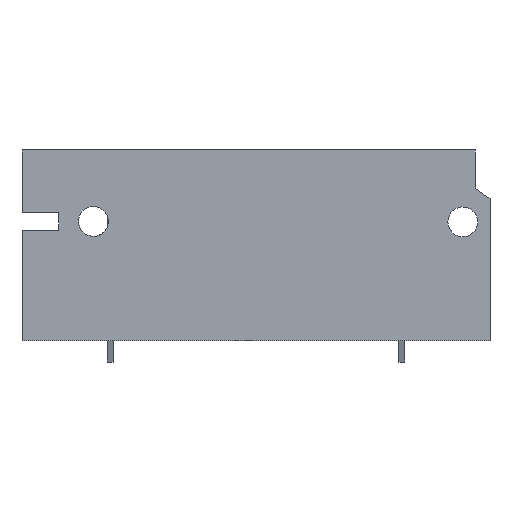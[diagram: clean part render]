
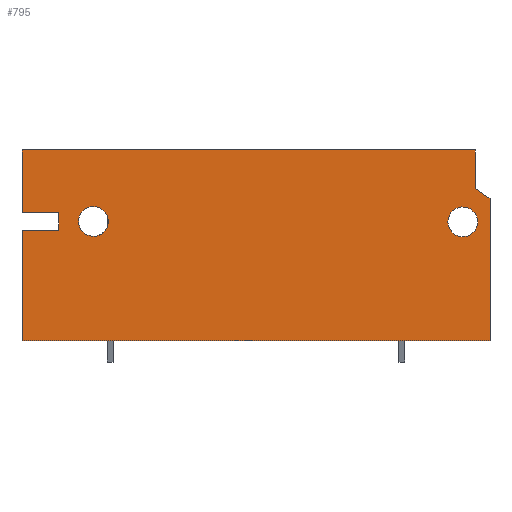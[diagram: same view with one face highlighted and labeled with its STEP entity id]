
A CAD part, front view. The second image highlights one B-rep face of the part: STEP entity #795.
In plain terms, the highlighted planar face has unit normal (0, -1, 0).
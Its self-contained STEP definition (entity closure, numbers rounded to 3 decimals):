
#378=CARTESIAN_POINT('POINT25',(-12.209,
   51.5,-58.858));
#379=VERTEX_POINT('VERTEX25',#378);
#386=CARTESIAN_POINT('POINT26',(-11.233,51.5,
   -57.638));
#387=VERTEX_POINT('VERTEX26',#386);
#388=CARTESIAN_POINT('POS48',(-12.483,51.5,
   -57.638));
#389=DIRECTION('DIR62',(0.,1.,
   0.));
#390=DIRECTION('DIR63',(0.22,0.,
   -0.976));
#391=AXIS2_PLACEMENT_3D('AXIS15',#388,#389,#390);
#392=CIRCLE('ELLIPSE3',#391,1.25);
#393=EDGE_CURVE('EDGE36',#387,#379,#392,.T.);
#421=CARTESIAN_POINT('POINT28',(-12.758,
   51.5,-56.419));
#422=VERTEX_POINT('VERTEX28',#421);
#429=EDGE_CURVE('EDGE41',#379,#422,#392,.T.);
#439=EDGE_CURVE('EDGE43',#422,#387,#392,.T.);
#454=CARTESIAN_POINT('POINT31',(-18.483,51.5,
   -51.637));
#455=VERTEX_POINT('VERTEX31',#454);
#462=CARTESIAN_POINT('POINT32',(19.576,51.5,
   -51.637));
#463=VERTEX_POINT('VERTEX32',#462);
#464=CARTESIAN_POINT('POS54',(0.853,
   51.5,-51.637));
#465=DIRECTION('DIR71',(-1.,0.,0.));
#466=VECTOR('VEC37',#465,1.);
#467=LINE('STRAIGHT37',#464,#466);
#468=EDGE_CURVE('EDGE46',#455,#463,#467,.F.);
#492=CARTESIAN_POINT('POINT34',(-18.483,51.5,
   -56.883));
#493=VERTEX_POINT('VERTEX34',#492);
#500=CARTESIAN_POINT('POS59',(-18.483,51.5,
   -56.952));
#501=DIRECTION('DIR77',(0.,0.,-1.));
#502=VECTOR('VEC41',#501,1.);
#503=LINE('STRAIGHT41',#500,#502);
#504=EDGE_CURVE('EDGE50',#455,#493,#503,.T.);
#523=CARTESIAN_POINT('POINT36',(-15.386,51.5,
   -56.883));
#524=VERTEX_POINT('VERTEX36',#523);
#531=CARTESIAN_POINT('POS63',(-7.888,51.5,
   -56.883));
#532=DIRECTION('DIR82',(1.,0.,0.));
#533=VECTOR('VEC44',#532,1.);
#534=LINE('STRAIGHT44',#531,#533);
#535=EDGE_CURVE('EDGE53',#493,#524,#534,.T.);
#554=CARTESIAN_POINT('POINT38',(-15.386,51.5,
   -58.38));
#555=VERTEX_POINT('VERTEX38',#554);
#562=CARTESIAN_POINT('POS67',(-15.386,51.5,
   -58.638));
#563=DIRECTION('DIR87',(0.,0.,-1.));
#564=VECTOR('VEC47',#563,1.);
#565=LINE('STRAIGHT47',#562,#564);
#566=EDGE_CURVE('EDGE56',#524,#555,#565,.T.);
#585=CARTESIAN_POINT('POINT40',(-18.483,51.5,
   -58.38));
#586=VERTEX_POINT('VERTEX40',#585);
#593=CARTESIAN_POINT('POS71',(-7.888,51.5,
   -58.38));
#594=DIRECTION('DIR92',(-1.,0.,0.));
#595=VECTOR('VEC50',#594,1.);
#596=LINE('STRAIGHT50',#593,#595);
#597=EDGE_CURVE('EDGE59',#555,#586,#596,.T.);
#616=CARTESIAN_POINT('POINT42',(-18.483,51.5,
   -67.651));
#617=VERTEX_POINT('VERTEX42',#616);
#624=CARTESIAN_POINT('POS75',(-18.483,51.5,
   -61.33));
#625=DIRECTION('DIR97',(0.,0.,-1.));
#626=VECTOR('VEC53',#625,1.);
#627=LINE('STRAIGHT53',#624,#626);
#628=EDGE_CURVE('EDGE62',#586,#617,#627,.T.);
#647=CARTESIAN_POINT('POINT44',(20.802,51.5,
   -67.651));
#648=VERTEX_POINT('VERTEX44',#647);
#655=CARTESIAN_POINT('POS79',(1.16,51.5,
   -67.651));
#656=DIRECTION('DIR102',(1.,0.,0.));
#657=VECTOR('VEC56',#656,1.);
#658=LINE('STRAIGHT56',#655,#657);
#659=EDGE_CURVE('EDGE65',#617,#648,#658,.T.);
#678=CARTESIAN_POINT('POINT46',(20.802,51.5,
   -55.727));
#679=VERTEX_POINT('VERTEX46',#678);
#686=CARTESIAN_POINT('POS83',(20.802,51.5,
   -60.667));
#687=DIRECTION('DIR107',(0.,0.,1.));
#688=VECTOR('VEC59',#687,1.);
#689=LINE('STRAIGHT59',#686,#688);
#690=EDGE_CURVE('EDGE68',#648,#679,#689,.T.);
#709=CARTESIAN_POINT('POINT48',(19.576,51.5,
   -54.864));
#710=VERTEX_POINT('VERTEX48',#709);
#717=CARTESIAN_POINT('POS87',(14.852,51.5,
   -51.537));
#718=DIRECTION('DIR112',(-0.818,0.,
   0.576));
#719=VECTOR('VEC62',#718,1.);
#720=LINE('STRAIGHT62',#717,#719);
#721=EDGE_CURVE('EDGE71',#679,#710,#720,.T.);
#739=CARTESIAN_POINT('POS90',(19.576,51.5,
   -56.447));
#740=DIRECTION('DIR116',(0.,0.,1.));
#741=VECTOR('VEC64',#740,1.);
#742=LINE('STRAIGHT64',#739,#741);
#743=EDGE_CURVE('EDGE73',#710,#463,#742,.T.);
#754=ORIENTED_EDGE('COEDGE116',*,*,#468,.F.);
#755=ORIENTED_EDGE('COEDGE117',*,*,#504,.T.);
#756=ORIENTED_EDGE('COEDGE118',*,*,#535,.T.);
#757=ORIENTED_EDGE('COEDGE119',*,*,#566,.T.);
#758=ORIENTED_EDGE('COEDGE120',*,*,#597,.T.);
#759=ORIENTED_EDGE('COEDGE121',*,*,#628,.T.);
#760=ORIENTED_EDGE('COEDGE122',*,*,#659,.T.);
#761=ORIENTED_EDGE('COEDGE123',*,*,#690,.T.);
#762=ORIENTED_EDGE('COEDGE124',*,*,#721,.T.);
#763=ORIENTED_EDGE('COEDGE125',*,*,#743,.T.);
#764=EDGE_LOOP('NONE',(#754,#755,#756,#757,#758,#759,#760,#761,#762,#763
   ));
#765=FACE_BOUND('LOOP1',#764,.T.);
#766=CARTESIAN_POINT('POINT49',(19.767,51.5,
   -57.671));
#767=VERTEX_POINT('VERTEX49',#766);
#768=CARTESIAN_POINT('POINT50',(18.791,
   51.5,-58.89));
#769=VERTEX_POINT('VERTEX50',#768);
#770=CARTESIAN_POINT('POS92',(18.517,51.5,
   -57.671));
#771=DIRECTION('DIR119',(0.,1.,0.));
#772=DIRECTION('DIR120',(0.22,0.,
   -0.976));
#773=AXIS2_PLACEMENT_3D('AXIS28',#770,#771,#772);
#774=CIRCLE('ELLIPSE5',#773,1.25);
#775=EDGE_CURVE('EDGE74',#767,#769,#774,.T.);
#776=ORIENTED_EDGE('COEDGE126',*,*,#775,.T.);
#777=CARTESIAN_POINT('POINT51',(18.242,
   51.5,-56.451));
#778=VERTEX_POINT('VERTEX51',#777);
#779=EDGE_CURVE('EDGE75',#769,#778,#774,.T.);
#780=ORIENTED_EDGE('COEDGE127',*,*,#779,.T.);
#781=EDGE_CURVE('EDGE76',#778,#767,#774,.T.);
#782=ORIENTED_EDGE('COEDGE128',*,*,#781,.T.);
#783=EDGE_LOOP('NONE',(#776,#780,#782));
#784=FACE_BOUND('LOOP1',#783,.T.);
#785=ORIENTED_EDGE('COEDGE129',*,*,#393,.T.);
#786=ORIENTED_EDGE('COEDGE130',*,*,#429,.T.);
#787=ORIENTED_EDGE('COEDGE131',*,*,#439,.T.);
#788=EDGE_LOOP('NONE',(#785,#786,#787));
#789=FACE_BOUND('LOOP1',#788,.T.);
#790=CARTESIAN_POINT('POS93',(1.16,
   51.5,-59.644));
#791=DIRECTION('DIR121',(0.,-1.,0.));
#792=DIRECTION('DIR122',(1.,0.,0.));
#793=AXIS2_PLACEMENT_3D('AXIS29',#790,#791,#792);
#794=PLANE('PLANE23',#793);
#795=ADVANCED_FACE('FACE26',(#765,#784,#789),#794,.T.);
